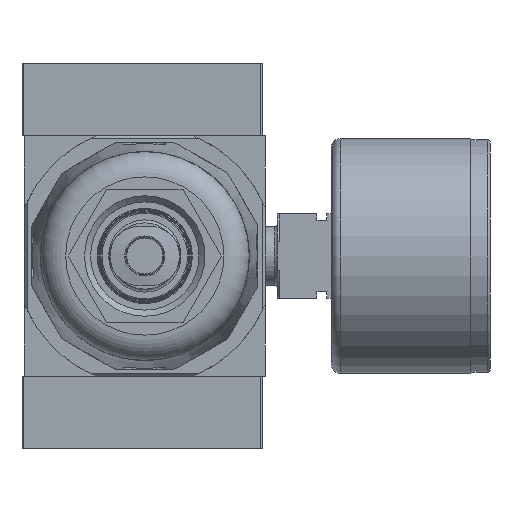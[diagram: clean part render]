
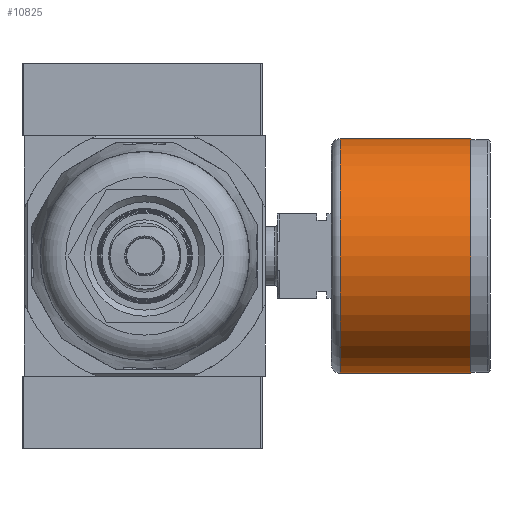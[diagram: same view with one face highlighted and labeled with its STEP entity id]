
A CAD part, front view. The second image highlights one B-rep face of the part: STEP entity #10825.
In plain terms, the highlighted cylindrical face has radius 19.5 mm (diameter 39 mm), a full revolution.
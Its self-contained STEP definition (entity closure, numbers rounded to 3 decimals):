
#227=CYLINDRICAL_SURFACE('',#11679,19.5);
#3347=ORIENTED_EDGE('',*,*,#4956,.F.);
#3348=ORIENTED_EDGE('',*,*,#4957,.T.);
#4956=EDGE_CURVE('',#5902,#5902,#6463,.T.);
#4957=EDGE_CURVE('',#5903,#5903,#6464,.T.);
#5902=VERTEX_POINT('',#16886);
#5903=VERTEX_POINT('',#16889);
#6463=CIRCLE('',#11678,19.5);
#6464=CIRCLE('',#11680,19.5);
#7035=EDGE_LOOP('',(#3347));
#7036=EDGE_LOOP('',(#3348));
#7757=FACE_BOUND('',#7035,.T.);
#7758=FACE_BOUND('',#7036,.T.);
#10825=ADVANCED_FACE('',(#7757,#7758),#227,.T.);
#11678=AXIS2_PLACEMENT_3D('',#16885,#13661,#13662);
#11679=AXIS2_PLACEMENT_3D('',#16887,#13663,#13664);
#11680=AXIS2_PLACEMENT_3D('',#16888,#13665,#13666);
#13661=DIRECTION('',(1.,0.,0.));
#13662=DIRECTION('',(0.,0.,-1.));
#13663=DIRECTION('',(1.,0.,0.));
#13664=DIRECTION('',(0.,0.,-1.));
#13665=DIRECTION('',(1.,0.,0.));
#13666=DIRECTION('',(0.,0.,-1.));
#16885=CARTESIAN_POINT('',(-3.2,0.,0.));
#16886=CARTESIAN_POINT('',(-3.2,0.,-19.5));
#16887=CARTESIAN_POINT('',(0.,0.,0.));
#16888=CARTESIAN_POINT('',(-24.85,0.,0.));
#16889=CARTESIAN_POINT('',(-24.85,0.,-19.5));
